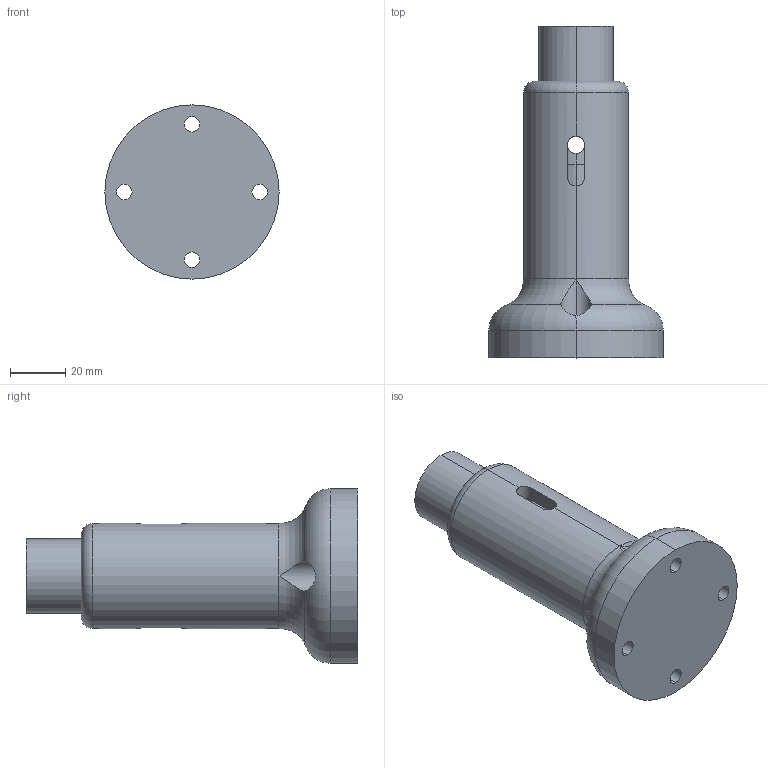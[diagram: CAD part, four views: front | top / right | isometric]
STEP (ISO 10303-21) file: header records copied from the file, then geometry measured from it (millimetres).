
FILE_DESCRIPTION (( 'STEP AP214' ), '1' );
FILE_NAME ('Plumon_Base.STEP', '2022-09-03T17:28:03', ( '' ), ( '' ), 'SwSTEP 2.0', 'SolidWorks 2021', '' );
FILE_SCHEMA (( 'AUTOMOTIVE_DESIGN' ));
Length unit declared in the file: millimetre
Products named in the file (3): Part2^Assem3; Plumon_Base; Cosa para vazo. baseSLDPRT_Predeterminado
Assembly tree (2 placements, depth 2):
  Plumon_Base
    Cosa para vazo. baseSLDPRT_Predeterminado
    Part2^Assem3
Bounding box: 63 x 120 x 63 mm (x, y, z)
Volume: 135125 mm3; surface area: 35253.9 mm2
Topology: 2 solids, 2 shells, 69 faces, 184 edges, 118 vertices
Faces by surface type: cylinder 40, plane 21, torus 8
Entity records: 2990 total; most frequent: CARTESIAN_POINT 1154, ORIENTED_EDGE 368, DIRECTION 362, EDGE_CURVE 184, AXIS2_PLACEMENT_3D 146, VERTEX_POINT 118, EDGE_LOOP 82, CIRCLE 72
